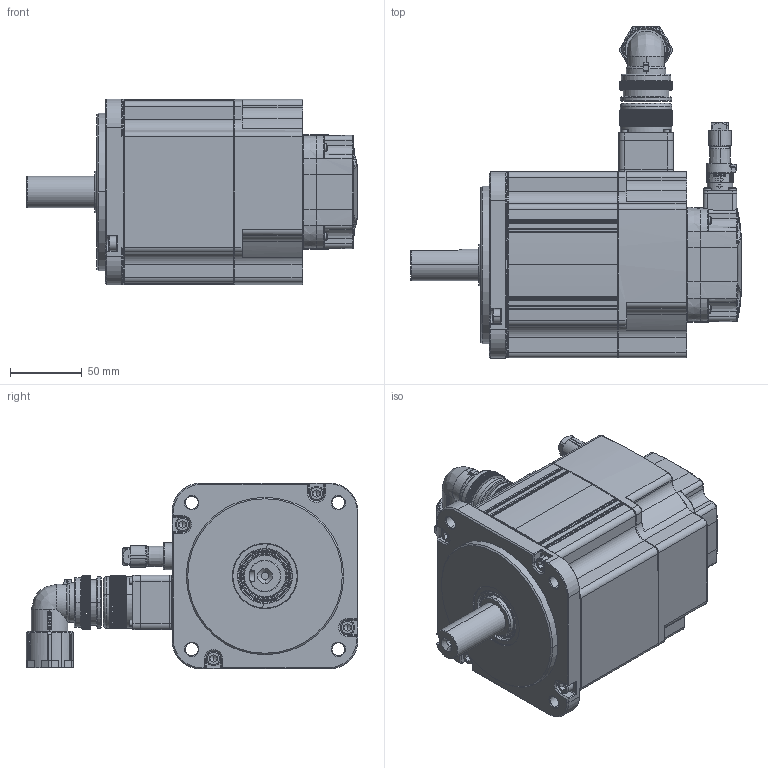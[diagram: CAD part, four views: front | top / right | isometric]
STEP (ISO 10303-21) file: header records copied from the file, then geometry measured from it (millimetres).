
FILE_DESCRIPTION (( 'STEP AP203' ), '1' );
FILE_NAME ('EM3G13D-100002A（永磁交流伺服电机）.STEP', '2021-02-02T08:17:06', ( '' ), ( '' ), 'SwSTEP 2.0', 'SolidWorks 2018', '' );
FILE_SCHEMA (( 'CONFIG_CONTROL_DESIGN' ));
Length unit declared in the file: millimetre
Products named in the file (1): EM3G13D-100002A（永磁交流伺服电机）
Bounding box: 231 x 232.07 x 130 mm (x, y, z)
Surface area: 155994 mm2 (no closed solid volume)
Topology: 0 solids, 50 shells, 1797 faces, 7363 edges, 5249 vertices
Faces by surface type: plane 716, cylinder 595, cone 244, torus 141, bspline 82, sphere 19
Entity records: 86449 total; most frequent: CARTESIAN_POINT 30469, ORIENTED_EDGE 11142, DIRECTION 10697, EDGE_CURVE 7348, VERTEX_POINT 5249, AXIS2_PLACEMENT_3D 3940, LINE 2817, VECTOR 2817
